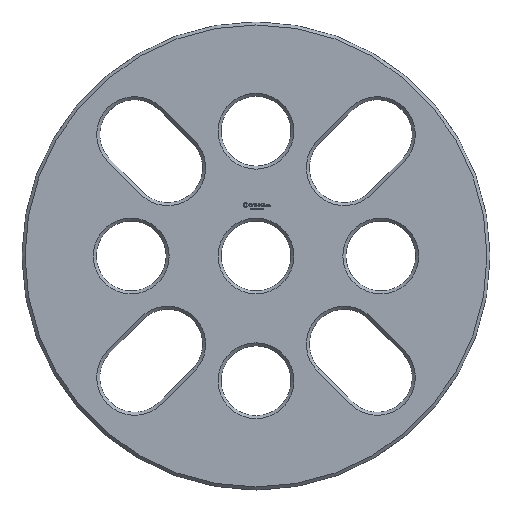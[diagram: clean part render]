
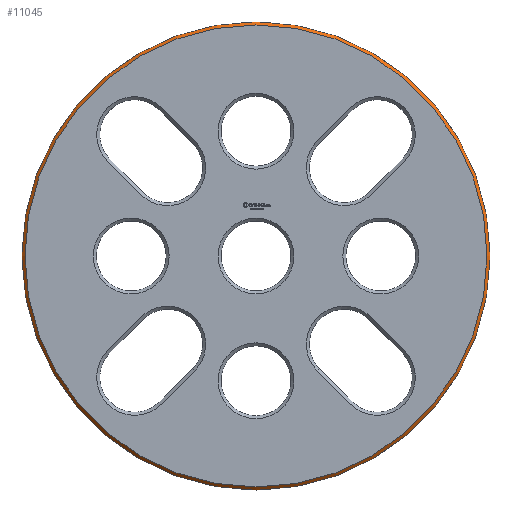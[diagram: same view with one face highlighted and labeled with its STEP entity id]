
A CAD part, top view. The second image highlights one B-rep face of the part: STEP entity #11045.
In plain terms, the highlighted conical face has half-angle 45 degrees and reference radius 23.438 mm.
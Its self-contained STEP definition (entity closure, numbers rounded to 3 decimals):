
#21 = EDGE_CURVE('',#22,#22,#24,.T.);
#22 = VERTEX_POINT('',#23);
#23 = CARTESIAN_POINT('',(23.138,0.,3.125));
#24 = SURFACE_CURVE('',#25,(#30,#42),.PCURVE_S1.);
#25 = CIRCLE('',#26,23.138);
#26 = AXIS2_PLACEMENT_3D('',#27,#28,#29);
#27 = CARTESIAN_POINT('',(0.,0.,3.125));
#28 = DIRECTION('',(0.,0.,-1.));
#29 = DIRECTION('',(1.,0.,0.));
#30 = PCURVE('',#31,#36);
#31 = PLANE('',#32);
#32 = AXIS2_PLACEMENT_3D('',#33,#34,#35);
#33 = CARTESIAN_POINT('',(0.,0.,3.125));
#34 = DIRECTION('',(0.,0.,-1.));
#35 = DIRECTION('',(1.,0.,0.));
#36 = DEFINITIONAL_REPRESENTATION('',(#37),#41);
#37 = CIRCLE('',#38,23.138);
#38 = AXIS2_PLACEMENT_2D('',#39,#40);
#39 = CARTESIAN_POINT('',(0.,0.));
#40 = DIRECTION('',(1.,0.));
#41 = ( GEOMETRIC_REPRESENTATION_CONTEXT(2) 
PARAMETRIC_REPRESENTATION_CONTEXT() REPRESENTATION_CONTEXT('2D SPACE',''
  ) );
#42 = PCURVE('',#43,#48);
#43 = CONICAL_SURFACE('',#44,23.438,0.785);
#44 = AXIS2_PLACEMENT_3D('',#45,#46,#47);
#45 = CARTESIAN_POINT('',(0.,0.,2.825));
#46 = DIRECTION('',(0.,0.,-1.));
#47 = DIRECTION('',(1.,0.,0.));
#48 = DEFINITIONAL_REPRESENTATION('',(#49),#53);
#49 = LINE('',#50,#51);
#50 = CARTESIAN_POINT('',(0.,-0.3));
#51 = VECTOR('',#52,1.);
#52 = DIRECTION('',(1.,-0.));
#53 = ( GEOMETRIC_REPRESENTATION_CONTEXT(2) 
PARAMETRIC_REPRESENTATION_CONTEXT() REPRESENTATION_CONTEXT('2D SPACE',''
  ) );
#11045 = ADVANCED_FACE('',(#11046),#43,.T.);
#11046 = FACE_BOUND('',#11047,.F.);
#11047 = EDGE_LOOP('',(#11048,#11077,#11098,#11099));
#11048 = ORIENTED_EDGE('',*,*,#11049,.T.);
#11049 = EDGE_CURVE('',#11050,#11050,#11052,.T.);
#11050 = VERTEX_POINT('',#11051);
#11051 = CARTESIAN_POINT('',(23.438,0.,2.825));
#11052 = SURFACE_CURVE('',#11053,(#11058,#11065),.PCURVE_S1.);
#11053 = CIRCLE('',#11054,23.438);
#11054 = AXIS2_PLACEMENT_3D('',#11055,#11056,#11057);
#11055 = CARTESIAN_POINT('',(0.,0.,2.825));
#11056 = DIRECTION('',(0.,0.,-1.));
#11057 = DIRECTION('',(1.,0.,0.));
#11058 = PCURVE('',#43,#11059);
#11059 = DEFINITIONAL_REPRESENTATION('',(#11060),#11064);
#11060 = LINE('',#11061,#11062);
#11061 = CARTESIAN_POINT('',(0.,-0.));
#11062 = VECTOR('',#11063,1.);
#11063 = DIRECTION('',(1.,-0.));
#11064 = ( GEOMETRIC_REPRESENTATION_CONTEXT(2) 
PARAMETRIC_REPRESENTATION_CONTEXT() REPRESENTATION_CONTEXT('2D SPACE',''
  ) );
#11065 = PCURVE('',#11066,#11071);
#11066 = CYLINDRICAL_SURFACE('',#11067,23.438);
#11067 = AXIS2_PLACEMENT_3D('',#11068,#11069,#11070);
#11068 = CARTESIAN_POINT('',(0.,0.,2.325));
#11069 = DIRECTION('',(0.,0.,1.));
#11070 = DIRECTION('',(1.,0.,0.));
#11071 = DEFINITIONAL_REPRESENTATION('',(#11072),#11076);
#11072 = LINE('',#11073,#11074);
#11073 = CARTESIAN_POINT('',(-0.,0.5));
#11074 = VECTOR('',#11075,1.);
#11075 = DIRECTION('',(-1.,0.));
#11076 = ( GEOMETRIC_REPRESENTATION_CONTEXT(2) 
PARAMETRIC_REPRESENTATION_CONTEXT() REPRESENTATION_CONTEXT('2D SPACE',''
  ) );
#11077 = ORIENTED_EDGE('',*,*,#11078,.T.);
#11078 = EDGE_CURVE('',#11050,#22,#11079,.T.);
#11079 = SEAM_CURVE('',#11080,(#11084,#11091),.PCURVE_S1.);
#11080 = LINE('',#11081,#11082);
#11081 = CARTESIAN_POINT('',(23.438,0.,2.825));
#11082 = VECTOR('',#11083,1.);
#11083 = DIRECTION('',(-0.707,0.,
    0.707));
#11084 = PCURVE('',#43,#11085);
#11085 = DEFINITIONAL_REPRESENTATION('',(#11086),#11090);
#11086 = LINE('',#11087,#11088);
#11087 = CARTESIAN_POINT('',(0.,-0.));
#11088 = VECTOR('',#11089,1.);
#11089 = DIRECTION('',(0.,-1.));
#11090 = ( GEOMETRIC_REPRESENTATION_CONTEXT(2) 
PARAMETRIC_REPRESENTATION_CONTEXT() REPRESENTATION_CONTEXT('2D SPACE',''
  ) );
#11091 = PCURVE('',#43,#11092);
#11092 = DEFINITIONAL_REPRESENTATION('',(#11093),#11097);
#11093 = LINE('',#11094,#11095);
#11094 = CARTESIAN_POINT('',(6.283,-0.));
#11095 = VECTOR('',#11096,1.);
#11096 = DIRECTION('',(0.,-1.));
#11097 = ( GEOMETRIC_REPRESENTATION_CONTEXT(2) 
PARAMETRIC_REPRESENTATION_CONTEXT() REPRESENTATION_CONTEXT('2D SPACE',''
  ) );
#11098 = ORIENTED_EDGE('',*,*,#21,.F.);
#11099 = ORIENTED_EDGE('',*,*,#11078,.F.);
